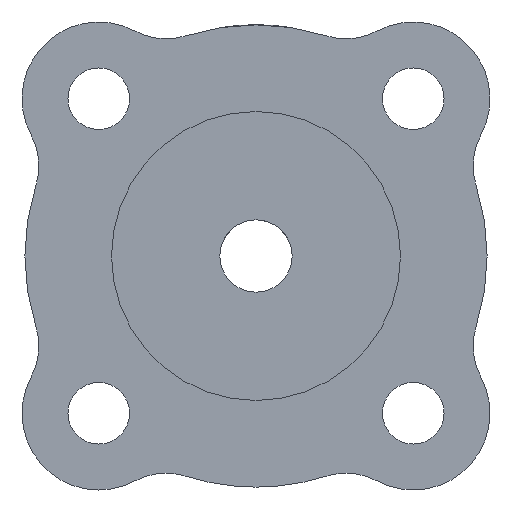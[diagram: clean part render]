
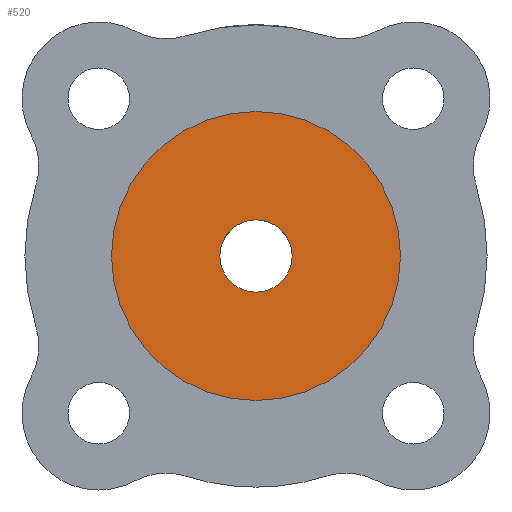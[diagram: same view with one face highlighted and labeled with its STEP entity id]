
A CAD part, front view. The second image highlights one B-rep face of the part: STEP entity #520.
In plain terms, the highlighted planar face has unit normal (0, -1, 0).
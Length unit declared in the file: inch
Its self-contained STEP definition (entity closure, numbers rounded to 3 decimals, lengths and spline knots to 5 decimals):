
#42 = FACE_OUTER_BOUND ( 'NONE', #452, .T. ) ;
#59 = EDGE_LOOP ( 'NONE', ( #1163, #1407 ) ) ;
#118 = CARTESIAN_POINT ( 'NONE',  ( 0., 0., 0.25 ) ) ;
#121 = VERTEX_POINT ( 'NONE', #537 ) ;
#213 = AXIS2_PLACEMENT_3D ( 'NONE', #280, #758, #1410 ) ;
#255 = ORIENTED_EDGE ( 'NONE', *, *, #935, .F. ) ;
#258 = AXIS2_PLACEMENT_3D ( 'NONE', #1264, #728, #1357 ) ;
#280 = CARTESIAN_POINT ( 'NONE',  ( 0., 0., 0. ) ) ;
#404 = EDGE_CURVE ( 'NONE', #539, #1282, #1334, .T. ) ;
#419 = CARTESIAN_POINT ( 'NONE',  ( 0., 0., 0.0625 ) ) ;
#452 = EDGE_LOOP ( 'NONE', ( #255, #863 ) ) ;
#520 = ADVANCED_FACE ( 'NONE', ( #1064, #42 ), #1188, .F. ) ;
#537 = CARTESIAN_POINT ( 'NONE',  ( 0., 0., -0.25 ) ) ;
#539 = VERTEX_POINT ( 'NONE', #635 ) ;
#635 = CARTESIAN_POINT ( 'NONE',  ( 0., 0., -0.0625 ) ) ;
#728 = DIRECTION ( 'NONE',  ( 0., 1., 0. ) ) ;
#758 = DIRECTION ( 'NONE',  ( 0., 1., 0. ) ) ;
#863 = ORIENTED_EDGE ( 'NONE', *, *, #1042, .F. ) ;
#913 = DIRECTION ( 'NONE',  ( 0., 0., 1. ) ) ;
#916 = DIRECTION ( 'NONE',  ( 0., 1., 0. ) ) ;
#919 = CARTESIAN_POINT ( 'NONE',  ( 0., 0., 0. ) ) ;
#924 = CIRCLE ( 'NONE', #1153, 0.25 ) ;
#935 = EDGE_CURVE ( 'NONE', #121, #1354, #1023, .T. ) ;
#937 = DIRECTION ( 'NONE',  ( 0., 0., 1. ) ) ;
#939 = DIRECTION ( 'NONE',  ( 0., 1., 0. ) ) ;
#945 = CARTESIAN_POINT ( 'NONE',  ( 0., 0., 0. ) ) ;
#1015 = EDGE_CURVE ( 'NONE', #1282, #539, #1191, .T. ) ;
#1023 = CIRCLE ( 'NONE', #1227, 0.25 ) ;
#1042 = EDGE_CURVE ( 'NONE', #1354, #121, #924, .T. ) ;
#1064 = FACE_BOUND ( 'NONE', #59, .T. ) ;
#1129 = DIRECTION ( 'NONE',  ( 0., 0., 1. ) ) ;
#1130 = DIRECTION ( 'NONE',  ( 0., 1., 0. ) ) ;
#1132 = CARTESIAN_POINT ( 'NONE',  ( 0., 0., 0. ) ) ;
#1153 = AXIS2_PLACEMENT_3D ( 'NONE', #919, #916, #913 ) ;
#1163 = ORIENTED_EDGE ( 'NONE', *, *, #1015, .T. ) ;
#1171 = AXIS2_PLACEMENT_3D ( 'NONE', #945, #939, #937 ) ;
#1188 = PLANE ( 'NONE',  #213 ) ;
#1191 = CIRCLE ( 'NONE', #1171, 0.0625 ) ;
#1227 = AXIS2_PLACEMENT_3D ( 'NONE', #1132, #1130, #1129 ) ;
#1264 = CARTESIAN_POINT ( 'NONE',  ( 0., 0., 0. ) ) ;
#1282 = VERTEX_POINT ( 'NONE', #419 ) ;
#1334 = CIRCLE ( 'NONE', #258, 0.0625 ) ;
#1354 = VERTEX_POINT ( 'NONE', #118 ) ;
#1357 = DIRECTION ( 'NONE',  ( 0., 0., 1. ) ) ;
#1407 = ORIENTED_EDGE ( 'NONE', *, *, #404, .T. ) ;
#1410 = DIRECTION ( 'NONE',  ( 0., 0., 1. ) ) ;
